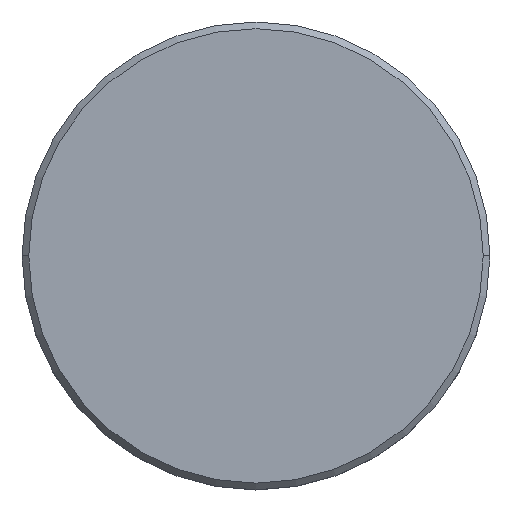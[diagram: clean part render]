
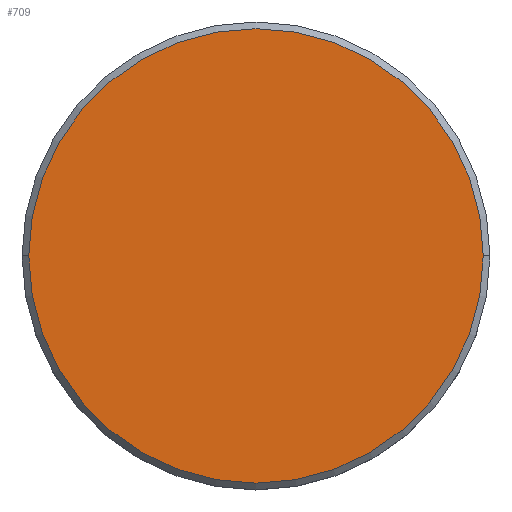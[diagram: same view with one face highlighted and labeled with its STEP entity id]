
A CAD part, top view. The second image highlights one B-rep face of the part: STEP entity #709.
In plain terms, the highlighted planar face has unit normal (0, 0, 1).
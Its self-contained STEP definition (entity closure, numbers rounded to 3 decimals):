
#67 = CARTESIAN_POINT ( 'NONE',  ( 0., 0., 0. ) ) ;
#79 = DIRECTION ( 'NONE',  ( 1., 0., 0. ) ) ;
#85 = DIRECTION ( 'NONE',  ( 0., 0., 1. ) ) ;
#246 = AXIS2_PLACEMENT_3D ( 'NONE', #436, #348, #628 ) ;
#248 = AXIS2_PLACEMENT_3D ( 'NONE', #67, #85, #79 ) ;
#256 = DIRECTION ( 'NONE',  ( 1., 0., 0. ) ) ;
#278 = DIRECTION ( 'NONE',  ( 0., 0., 1. ) ) ;
#281 = FACE_OUTER_BOUND ( 'NONE', #813, .T. ) ;
#348 = DIRECTION ( 'NONE',  ( 0., 0., 1. ) ) ;
#370 = CARTESIAN_POINT ( 'NONE',  ( 0., 0., 0. ) ) ;
#386 = CIRCLE ( 'NONE', #691, 17. ) ;
#404 = VERTEX_POINT ( 'NONE', #1028 ) ;
#431 = VERTEX_POINT ( 'NONE', #1044 ) ;
#436 = CARTESIAN_POINT ( 'NONE',  ( 0., 0., 0. ) ) ;
#529 = ORIENTED_EDGE ( 'NONE', *, *, #986, .T. ) ;
#628 = DIRECTION ( 'NONE',  ( 1., 0., 0. ) ) ;
#691 = AXIS2_PLACEMENT_3D ( 'NONE', #370, #278, #256 ) ;
#709 = ADVANCED_FACE ( 'NONE', ( #281 ), #1106, .T. ) ;
#808 = EDGE_CURVE ( 'NONE', #404, #431, #386, .T. ) ;
#813 = EDGE_LOOP ( 'NONE', ( #529, #1113 ) ) ;
#958 = CIRCLE ( 'NONE', #248, 17. ) ;
#986 = EDGE_CURVE ( 'NONE', #431, #404, #958, .T. ) ;
#1028 = CARTESIAN_POINT ( 'NONE',  ( 17., 0., 0. ) ) ;
#1044 = CARTESIAN_POINT ( 'NONE',  ( -17., 0., 0. ) ) ;
#1106 = PLANE ( 'NONE',  #246 ) ;
#1113 = ORIENTED_EDGE ( 'NONE', *, *, #808, .T. ) ;
